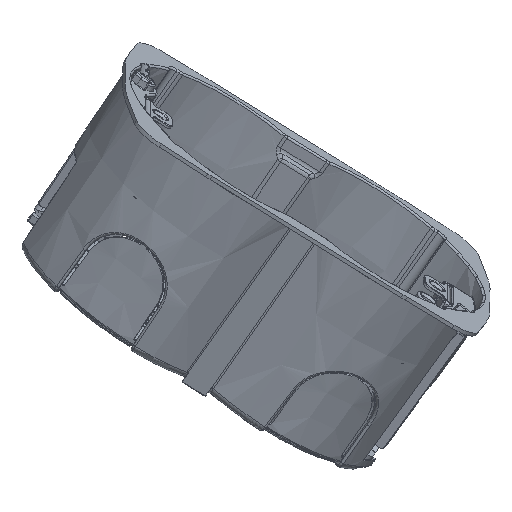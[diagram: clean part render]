
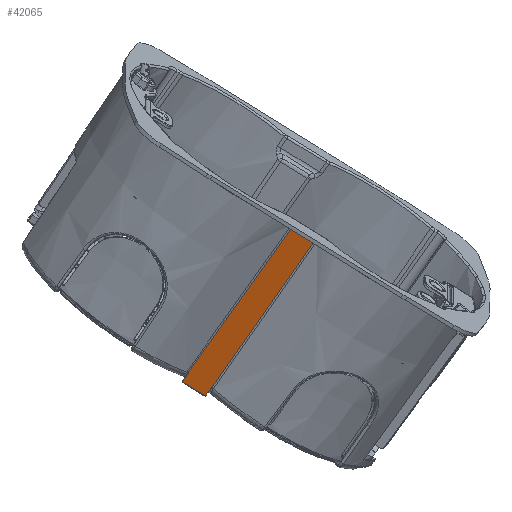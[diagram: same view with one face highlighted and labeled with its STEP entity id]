
A CAD part, front view. The second image highlights one B-rep face of the part: STEP entity #42065.
In plain terms, the highlighted face is planar.
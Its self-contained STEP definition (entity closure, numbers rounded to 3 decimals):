
#41893=CARTESIAN_POINT('Vertex',(-3.356,29.393,1.393)) ;
#41911=CARTESIAN_POINT('Vertex',(-3.584,28.555,49.435)) ;
#41915=CARTESIAN_POINT('Control Point',(-3.584,28.555,49.435)) ;
#41916=CARTESIAN_POINT('Control Point',(-3.538,28.722,39.827)) ;
#41917=CARTESIAN_POINT('Control Point',(-3.492,28.89,30.218)) ;
#41918=CARTESIAN_POINT('Control Point',(-3.447,29.058,20.61)) ;
#41919=CARTESIAN_POINT('Control Point',(-3.402,29.225,11.001)) ;
#41920=CARTESIAN_POINT('Control Point',(-3.356,29.393,1.393)) ;
#42004=CARTESIAN_POINT('Axis2P3D Location',(27.575,29.4,1.)) ;
#42009=CARTESIAN_POINT('Line Origine',(27.575,29.393,1.393)) ;
#42013=CARTESIAN_POINT('Vertex',(3.356,29.393,1.393)) ;
#42016=CARTESIAN_POINT('Line Origine',(27.575,28.555,49.435)) ;
#42020=CARTESIAN_POINT('Vertex',(-3.569,28.555,49.435)) ;
#42024=CARTESIAN_POINT('Control Point',(-3.569,28.555,49.435)) ;
#42025=CARTESIAN_POINT('Control Point',(-3.47,28.505,52.253)) ;
#42026=CARTESIAN_POINT('Vertex',(-3.47,28.505,52.253)) ;
#42029=CARTESIAN_POINT('Line Origine',(27.575,28.505,52.253)) ;
#42033=CARTESIAN_POINT('Vertex',(3.47,28.505,52.253)) ;
#42037=CARTESIAN_POINT('Control Point',(3.569,28.555,49.435)) ;
#42038=CARTESIAN_POINT('Control Point',(3.47,28.505,52.253)) ;
#42039=CARTESIAN_POINT('Vertex',(3.569,28.555,49.435)) ;
#42042=CARTESIAN_POINT('Line Origine',(27.575,28.555,49.435)) ;
#42046=CARTESIAN_POINT('Vertex',(3.584,28.555,49.435)) ;
#42050=CARTESIAN_POINT('Control Point',(3.356,29.393,1.393)) ;
#42051=CARTESIAN_POINT('Control Point',(3.432,29.114,17.407)) ;
#42052=CARTESIAN_POINT('Control Point',(3.507,28.834,33.421)) ;
#42053=CARTESIAN_POINT('Control Point',(3.584,28.555,49.435)) ;
#42005=DIRECTION('Axis2P3D Direction',(0.,1.,0.017)) ;
#42006=DIRECTION('Axis2P3D XDirection',(1.,0.,0.)) ;
#42010=DIRECTION('Vector Direction',(1.,0.,0.)) ;
#42017=DIRECTION('Vector Direction',(1.,0.,0.)) ;
#42030=DIRECTION('Vector Direction',(1.,0.,0.)) ;
#42043=DIRECTION('Vector Direction',(1.,0.,0.)) ;
#42007=AXIS2_PLACEMENT_3D('Plane Axis2P3D',#42004,#42005,#42006) ;
#42056=ORIENTED_EDGE('',*,*,#42015,.F.) ;
#42057=ORIENTED_EDGE('',*,*,#41921,.T.) ;
#42058=ORIENTED_EDGE('',*,*,#42022,.F.) ;
#42059=ORIENTED_EDGE('',*,*,#42028,.F.) ;
#42060=ORIENTED_EDGE('',*,*,#42035,.T.) ;
#42061=ORIENTED_EDGE('',*,*,#42041,.F.) ;
#42062=ORIENTED_EDGE('',*,*,#42048,.F.) ;
#42063=ORIENTED_EDGE('',*,*,#42054,.T.) ;
#42011=VECTOR('Line Direction',#42010,1.) ;
#42018=VECTOR('Line Direction',#42017,1.) ;
#42031=VECTOR('Line Direction',#42030,1.) ;
#42044=VECTOR('Line Direction',#42043,1.) ;
#42065=ADVANCED_FACE('PartBody',(#42064),#42008,.T.) ;
#41914=B_SPLINE_CURVE_WITH_KNOTS('',5,(#41915,#41916,#41917,#41918,#41919,#41920),.UNSPECIFIED.,.F.,.U.,(6,6),(17.037,84.99),.UNSPECIFIED.) ;
#42023=B_SPLINE_CURVE_WITH_KNOTS('',1,(#42024,#42025),.UNSPECIFIED.,.F.,.U.,(2,2),(-0.359,2.461),.UNSPECIFIED.) ;
#42036=B_SPLINE_CURVE_WITH_KNOTS('',1,(#42037,#42038),.UNSPECIFIED.,.F.,.U.,(2,2),(0.023,2.843),.UNSPECIFIED.) ;
#42049=B_SPLINE_CURVE_WITH_KNOTS('',3,(#42050,#42051,#42052,#42053),.UNSPECIFIED.,.F.,.U.,(4,4),(14.813,82.766),.UNSPECIFIED.) ;
#41921=EDGE_CURVE('',#41894,#41912,#41914,.F.) ;
#42015=EDGE_CURVE('',#41894,#42014,#42012,.T.) ;
#42022=EDGE_CURVE('',#42021,#41912,#42019,.F.) ;
#42028=EDGE_CURVE('',#42027,#42021,#42023,.F.) ;
#42035=EDGE_CURVE('',#42027,#42034,#42032,.T.) ;
#42041=EDGE_CURVE('',#42040,#42034,#42036,.T.) ;
#42048=EDGE_CURVE('',#42047,#42040,#42045,.F.) ;
#42054=EDGE_CURVE('',#42047,#42014,#42049,.F.) ;
#42055=EDGE_LOOP('',(#42056,#42057,#42058,#42059,#42060,#42061,#42062,#42063)) ;
#42064=FACE_OUTER_BOUND('',#42055,.T.) ;
#42012=LINE('Line',#42009,#42011) ;
#42019=LINE('Line',#42016,#42018) ;
#42032=LINE('Line',#42029,#42031) ;
#42045=LINE('Line',#42042,#42044) ;
#42008=PLANE('',#42007) ;
#41894=VERTEX_POINT('',#41893) ;
#41912=VERTEX_POINT('',#41911) ;
#42014=VERTEX_POINT('',#42013) ;
#42021=VERTEX_POINT('',#42020) ;
#42027=VERTEX_POINT('',#42026) ;
#42034=VERTEX_POINT('',#42033) ;
#42040=VERTEX_POINT('',#42039) ;
#42047=VERTEX_POINT('',#42046) ;
